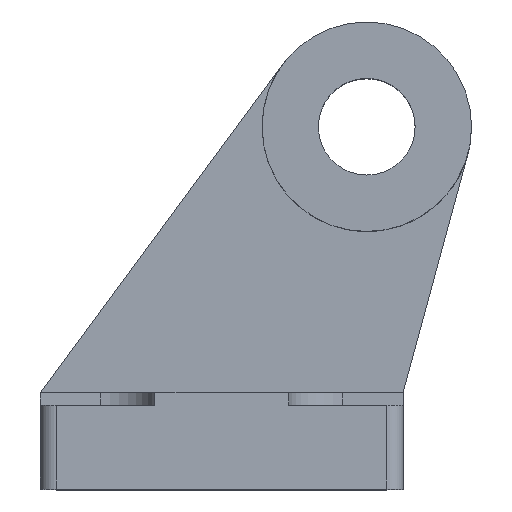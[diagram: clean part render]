
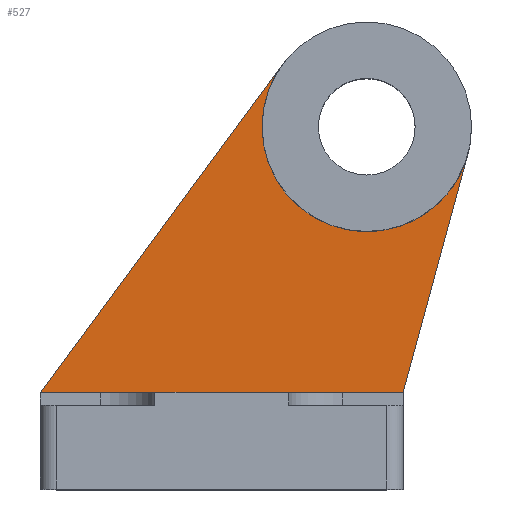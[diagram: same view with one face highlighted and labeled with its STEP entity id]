
A CAD part, top view. The second image highlights one B-rep face of the part: STEP entity #527.
In plain terms, the highlighted planar face has unit normal (0, 0, 1).
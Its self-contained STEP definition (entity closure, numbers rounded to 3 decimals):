
#37 = CARTESIAN_POINT ( 'NONE',  ( -22.5, 12., 6. ) ) ;
#69 = DIRECTION ( 'NONE',  ( 0.262, 0.965, 0. ) ) ;
#79 = AXIS2_PLACEMENT_3D ( 'NONE', #885, #1397, #849 ) ;
#94 = CARTESIAN_POINT ( 'NONE',  ( 30.545, 41.589, 6. ) ) ;
#101 = ORIENTED_EDGE ( 'NONE', *, *, #1674, .F. ) ;
#122 = ORIENTED_EDGE ( 'NONE', *, *, #608, .T. ) ;
#150 = ORIENTED_EDGE ( 'NONE', *, *, #1576, .T. ) ;
#169 = LINE ( 'NONE', #1109, #1585 ) ;
#196 = FACE_OUTER_BOUND ( 'NONE', #365, .T. ) ;
#292 = DIRECTION ( 'NONE',  ( 0., 0., 1. ) ) ;
#301 = CIRCLE ( 'NONE', #351, 13. ) ;
#351 = AXIS2_PLACEMENT_3D ( 'NONE', #840, #1482, #1365 ) ;
#365 = EDGE_LOOP ( 'NONE', ( #101, #150, #788, #122, #1123 ) ) ;
#462 = CARTESIAN_POINT ( 'NONE',  ( 22.5, 12., 6. ) ) ;
#481 = EDGE_CURVE ( 'NONE', #861, #554, #707, .T. ) ;
#527 = ADVANCED_FACE ( 'NONE', ( #196 ), #1385, .F. ) ;
#554 = VERTEX_POINT ( 'NONE', #94 ) ;
#583 = DIRECTION ( 'NONE',  ( -0.594, -0.805, 0. ) ) ;
#608 = EDGE_CURVE ( 'NONE', #1209, #554, #1636, .T. ) ;
#673 = CARTESIAN_POINT ( 'NONE',  ( -22.5, 12., 6. ) ) ;
#707 = CIRCLE ( 'NONE', #1067, 13. ) ;
#714 = CARTESIAN_POINT ( 'NONE',  ( 5., 45., 6. ) ) ;
#717 = EDGE_CURVE ( 'NONE', #1027, #1209, #1283, .T. ) ;
#788 = ORIENTED_EDGE ( 'NONE', *, *, #717, .T. ) ;
#840 = CARTESIAN_POINT ( 'NONE',  ( 18., 45., 6. ) ) ;
#849 = DIRECTION ( 'NONE',  ( 0., -1., 0. ) ) ;
#861 = VERTEX_POINT ( 'NONE', #714 ) ;
#885 = CARTESIAN_POINT ( 'NONE',  ( 0., 0., 6. ) ) ;
#1027 = VERTEX_POINT ( 'NONE', #673 ) ;
#1067 = AXIS2_PLACEMENT_3D ( 'NONE', #1596, #292, #1212 ) ;
#1103 = CARTESIAN_POINT ( 'NONE',  ( 7.539, 52.718, 6. ) ) ;
#1109 = CARTESIAN_POINT ( 'NONE',  ( 7.539, 52.718, 6. ) ) ;
#1123 = ORIENTED_EDGE ( 'NONE', *, *, #481, .F. ) ;
#1209 = VERTEX_POINT ( 'NONE', #1503 ) ;
#1212 = DIRECTION ( 'NONE',  ( -1., 0., 0. ) ) ;
#1233 = VERTEX_POINT ( 'NONE', #1103 ) ;
#1248 = VECTOR ( 'NONE', #69, 1000. ) ;
#1283 = LINE ( 'NONE', #37, #1550 ) ;
#1365 = DIRECTION ( 'NONE',  ( -1., 0., 0. ) ) ;
#1385 = PLANE ( 'NONE',  #79 ) ;
#1397 = DIRECTION ( 'NONE',  ( 0., 0., -1. ) ) ;
#1430 = DIRECTION ( 'NONE',  ( 1., 0., 0. ) ) ;
#1482 = DIRECTION ( 'NONE',  ( 0., 0., 1. ) ) ;
#1503 = CARTESIAN_POINT ( 'NONE',  ( 22.5, 12., 6. ) ) ;
#1550 = VECTOR ( 'NONE', #1430, 1000. ) ;
#1576 = EDGE_CURVE ( 'NONE', #1233, #1027, #169, .T. ) ;
#1585 = VECTOR ( 'NONE', #583, 1000. ) ;
#1596 = CARTESIAN_POINT ( 'NONE',  ( 18., 45., 6. ) ) ;
#1636 = LINE ( 'NONE', #462, #1248 ) ;
#1674 = EDGE_CURVE ( 'NONE', #1233, #861, #301, .T. ) ;
